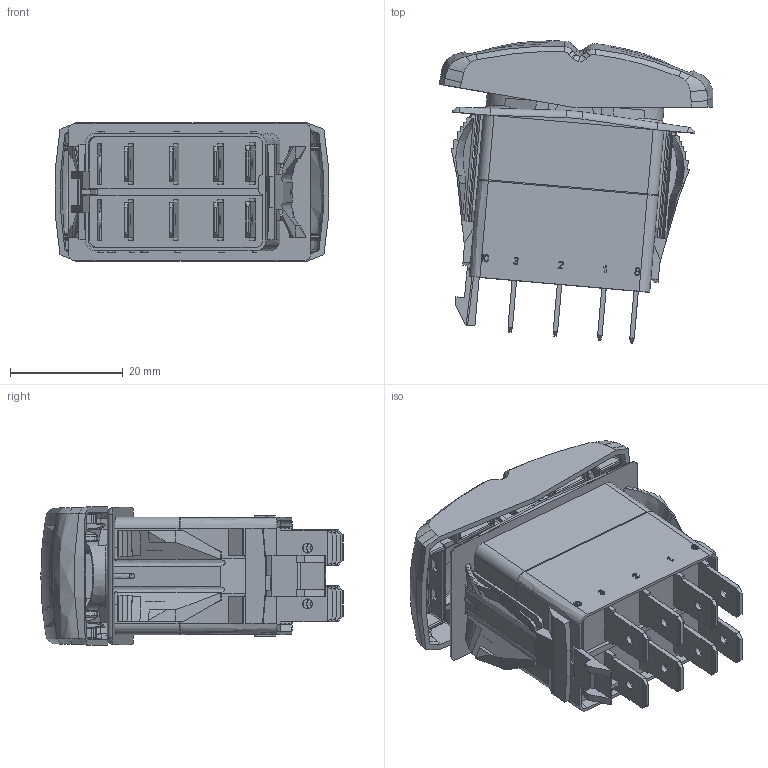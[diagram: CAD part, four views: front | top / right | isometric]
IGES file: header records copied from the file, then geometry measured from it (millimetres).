
Start section: PROPRIETARY NOTE: NOTICE TO ALL PERSONS RECEIVING THIS FILE. THIS FILE IS THE PROPERTY OF CARLINGSWITCH, INC. AND IS NOT TO BE DISCLOSED, REPRODUCED IN WHOLE OR IN PART OR USED FOR MANUFACTURING PURPOSES BY ANYONE WITHOUT THE CONSENT OF CARLING TECHNOLOGIES, INC.
Global section: file name: ful-assy_sw0001.igs; native system: Creo Elements/Pro by Parametric Technology Corporation; preprocessor: 2012200; author: patrickmoody; organization: Unknown; date: 20140603.084141; units: inch
Bounding box: 48.58 x 53.65 x 24.64 mm (x, y, z)
Volume: 13574 mm3; surface area: 20698.9 mm2
Topology: 2 solids, 2 shells, 2869 faces, 7586 edges, 4744 vertices
Faces by surface type: bspline 2290, revolution 543, extrusion 36
